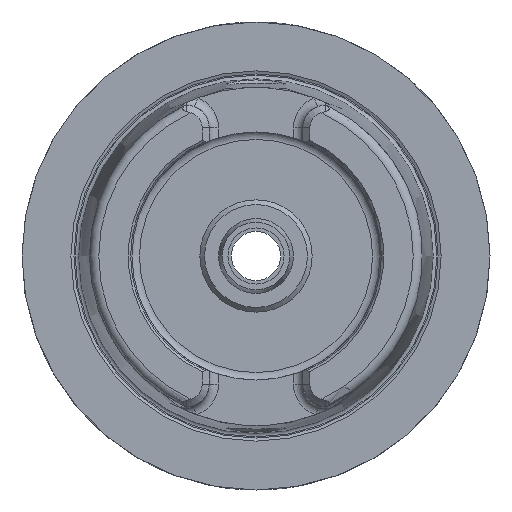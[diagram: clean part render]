
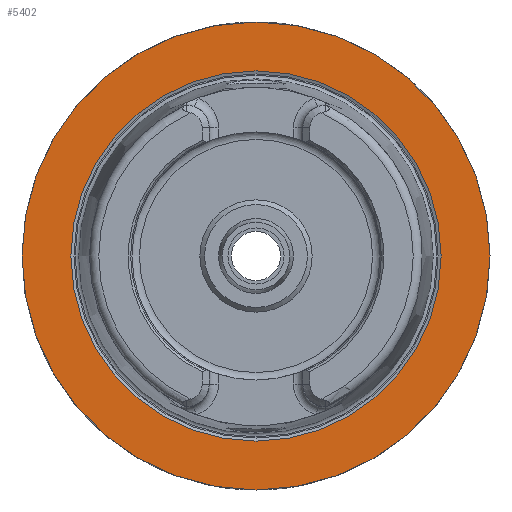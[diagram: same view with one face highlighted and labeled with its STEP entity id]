
A CAD part, left-side view. The second image highlights one B-rep face of the part: STEP entity #5402.
In plain terms, the highlighted planar face has unit normal (-1, 0, 0).
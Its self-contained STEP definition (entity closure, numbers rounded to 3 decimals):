
#4518=CARTESIAN_POINT('',(0.,50.0,0.0));
#4519=VERTEX_POINT('',#4518);
#4520=CARTESIAN_POINT('',(0.,0.,0.0));
#4521=DIRECTION('',(1.0,0.0,0.0));
#4522=DIRECTION('',(0.0,1.0,0.0));
#4523=AXIS2_PLACEMENT_3D('',#4520,#4521,#4522);
#4524=CIRCLE('',#4523,50.0);
#4525=EDGE_CURVE('',#4519,#4519,#4524,.T.);
#5376=CARTESIAN_POINT('',(0.,39.55,0.0));
#5377=VERTEX_POINT('',#5376);
#5378=CARTESIAN_POINT('',(0.,0.,0.0));
#5379=DIRECTION('',(1.0,0.0,0.0));
#5380=DIRECTION('',(0.0,1.0,0.0));
#5381=AXIS2_PLACEMENT_3D('',#5378,#5379,#5380);
#5382=CIRCLE('',#5381,39.55);
#5383=EDGE_CURVE('',#5377,#5377,#5382,.T.);
#5391=CARTESIAN_POINT('',(0.,44.775,0.0));
#5392=DIRECTION('',(-1.0,0.0,0.0));
#5393=DIRECTION('',(0.0,0.0,1.0));
#5394=AXIS2_PLACEMENT_3D('',#5391,#5392,#5393);
#5395=PLANE('',#5394);
#5396=ORIENTED_EDGE('',*,*,#4525,.F.);
#5397=EDGE_LOOP('',(#5396));
#5398=FACE_OUTER_BOUND('',#5397,.T.);
#5399=ORIENTED_EDGE('',*,*,#5383,.T.);
#5400=EDGE_LOOP('',(#5399));
#5401=FACE_BOUND('',#5400,.T.);
#5402=ADVANCED_FACE('',(#5398,#5401),#5395,.T.);
